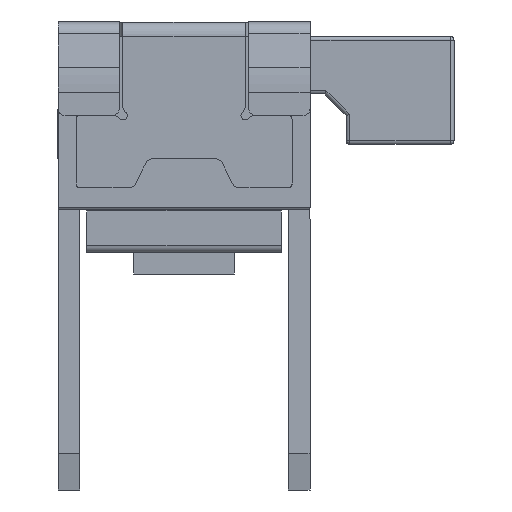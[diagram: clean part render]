
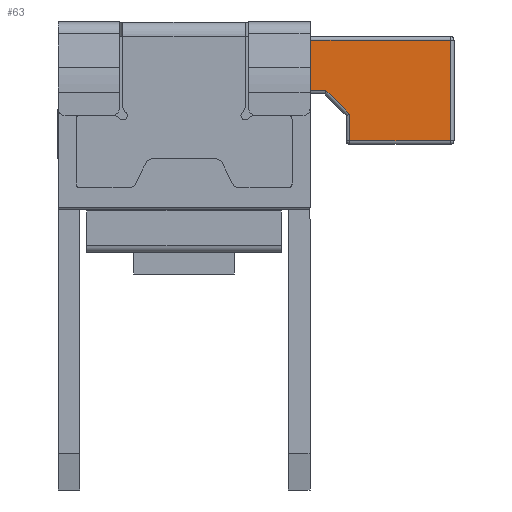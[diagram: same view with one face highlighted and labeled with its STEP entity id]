
A CAD part, left-side view. The second image highlights one B-rep face of the part: STEP entity #63.
In plain terms, the highlighted planar face has unit normal (-1, 0, 0).
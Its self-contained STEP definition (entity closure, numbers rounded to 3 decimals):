
#63 = ADVANCED_FACE ( 'NONE', ( #22532 ), #7668, .F. ) ;
#253 = VECTOR ( 'NONE', #23278, 1000. ) ;
#1200 = CARTESIAN_POINT ( 'NONE',  ( -1.7, -3.75, 2.35 ) ) ;
#1515 = VERTEX_POINT ( 'NONE', #25952 ) ;
#1816 = VECTOR ( 'NONE', #9066, 1000. ) ;
#2431 = VECTOR ( 'NONE', #10092, 1000. ) ;
#2435 = ORIENTED_EDGE ( 'NONE', *, *, #23361, .T. ) ;
#3759 = CARTESIAN_POINT ( 'NONE',  ( -1.7, -1.971, 1.65 ) ) ;
#4492 = VERTEX_POINT ( 'NONE', #3759 ) ;
#6026 = CARTESIAN_POINT ( 'NONE',  ( -1.7, -2.3, 0.95 ) ) ;
#6935 = CARTESIAN_POINT ( 'NONE',  ( -1.7, -3.75, 1.65 ) ) ;
#7668 = PLANE ( 'NONE',  #29071 ) ;
#8086 = ORIENTED_EDGE ( 'NONE', *, *, #30327, .T. ) ;
#8136 = LINE ( 'NONE', #12661, #2431 ) ;
#8536 = VERTEX_POINT ( 'NONE', #30003 ) ;
#9066 = DIRECTION ( 'NONE',  ( 0., 0., 1. ) ) ;
#9498 = LINE ( 'NONE', #6935, #29105 ) ;
#10092 = DIRECTION ( 'NONE',  ( 0., -1., 0. ) ) ;
#10379 = DIRECTION ( 'NONE',  ( 1., 0., 0. ) ) ;
#10700 = DIRECTION ( 'NONE',  ( 0., 1., 0. ) ) ;
#11002 = LINE ( 'NONE', #26038, #20326 ) ;
#12661 = CARTESIAN_POINT ( 'NONE',  ( -1.7, -3.75, 0.95 ) ) ;
#13179 = VERTEX_POINT ( 'NONE', #19519 ) ;
#13270 = LINE ( 'NONE', #21200, #253 ) ;
#13850 = LINE ( 'NONE', #23691, #24325 ) ;
#15466 = CARTESIAN_POINT ( 'NONE',  ( -1.7, -3.7, 0.95 ) ) ;
#15568 = ORIENTED_EDGE ( 'NONE', *, *, #23352, .T. ) ;
#15993 = LINE ( 'NONE', #1200, #30077 ) ;
#16766 = DIRECTION ( 'NONE',  ( 0., -1., 0. ) ) ;
#17299 = CARTESIAN_POINT ( 'NONE',  ( -1.7, -1.4, 1.65 ) ) ;
#17882 = ORIENTED_EDGE ( 'NONE', *, *, #19563, .T. ) ;
#18021 = ORIENTED_EDGE ( 'NONE', *, *, #19544, .T. ) ;
#18261 = ORIENTED_EDGE ( 'NONE', *, *, #31545, .T. ) ;
#19519 = CARTESIAN_POINT ( 'NONE',  ( -1.7, -1.4, 2.35 ) ) ;
#19544 = EDGE_CURVE ( 'NONE', #1515, #13179, #15993, .T. ) ;
#19563 = EDGE_CURVE ( 'NONE', #19730, #1515, #23751, .T. ) ;
#19616 = VERTEX_POINT ( 'NONE', #17299 ) ;
#19730 = VERTEX_POINT ( 'NONE', #15466 ) ;
#20084 = ORIENTED_EDGE ( 'NONE', *, *, #26195, .T. ) ;
#20326 = VECTOR ( 'NONE', #23595, 1000. ) ;
#20724 = DIRECTION ( 'NONE',  ( 0., 1., 0. ) ) ;
#21200 = CARTESIAN_POINT ( 'NONE',  ( -1.7, -2.485, 1.135 ) ) ;
#21312 = DIRECTION ( 'NONE',  ( 0., 0., -1. ) ) ;
#22455 = EDGE_LOOP ( 'NONE', ( #8086, #15568, #2435, #18261, #17882, #18021, #20084 ) ) ;
#22532 = FACE_OUTER_BOUND ( 'NONE', #22455, .T. ) ;
#22672 = CARTESIAN_POINT ( 'NONE',  ( -1.7, -3.75, 2.4 ) ) ;
#23278 = DIRECTION ( 'NONE',  ( 0., -0.707, -0.707 ) ) ;
#23344 = VERTEX_POINT ( 'NONE', #6026 ) ;
#23352 = EDGE_CURVE ( 'NONE', #4492, #8536, #13270, .T. ) ;
#23361 = EDGE_CURVE ( 'NONE', #8536, #23344, #11002, .T. ) ;
#23595 = DIRECTION ( 'NONE',  ( 0., 0., -1. ) ) ;
#23691 = CARTESIAN_POINT ( 'NONE',  ( -1.7, -1.4, 2.4 ) ) ;
#23751 = LINE ( 'NONE', #28752, #1816 ) ;
#24325 = VECTOR ( 'NONE', #21312, 1000. ) ;
#25952 = CARTESIAN_POINT ( 'NONE',  ( -1.7, -3.7, 2.35 ) ) ;
#26038 = CARTESIAN_POINT ( 'NONE',  ( -1.7, -2.3, 2.4 ) ) ;
#26195 = EDGE_CURVE ( 'NONE', #13179, #19616, #13850, .T. ) ;
#28752 = CARTESIAN_POINT ( 'NONE',  ( -1.7, -3.7, 2.4 ) ) ;
#29071 = AXIS2_PLACEMENT_3D ( 'NONE', #22672, #10379, #10700 ) ;
#29105 = VECTOR ( 'NONE', #16766, 1000. ) ;
#30003 = CARTESIAN_POINT ( 'NONE',  ( -1.7, -2.3, 1.321 ) ) ;
#30077 = VECTOR ( 'NONE', #20724, 1000. ) ;
#30327 = EDGE_CURVE ( 'NONE', #19616, #4492, #9498, .T. ) ;
#31545 = EDGE_CURVE ( 'NONE', #23344, #19730, #8136, .T. ) ;
